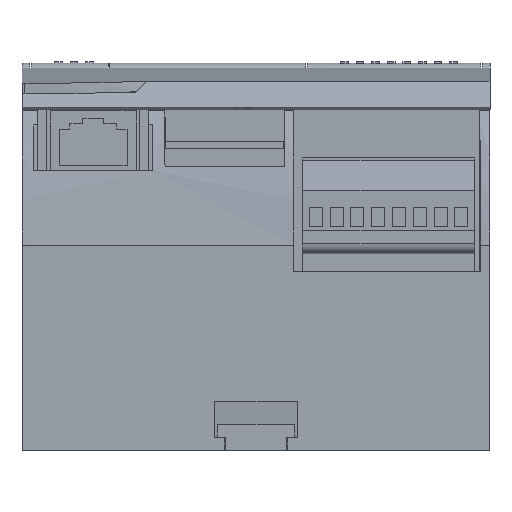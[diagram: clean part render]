
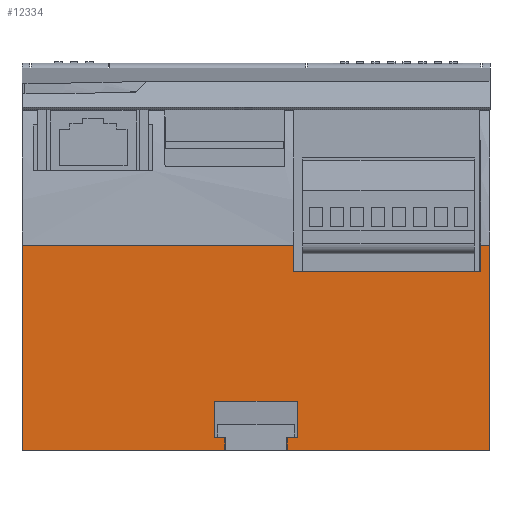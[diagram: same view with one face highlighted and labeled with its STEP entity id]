
A CAD part, front view. The second image highlights one B-rep face of the part: STEP entity #12334.
In plain terms, the highlighted planar face has unit normal (0, -1, 0).
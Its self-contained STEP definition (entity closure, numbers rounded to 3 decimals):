
#12334=ADVANCED_FACE('',(#18517),#15633,.F.);
#15633=PLANE('',#68167);
#18517=FACE_OUTER_BOUND('',#21544,.T.);
#21544=EDGE_LOOP('',(#39296,#39297,#39298,#39299,#39300,#39301,#39302,#39303,
#39304,#39305,#39306,#39307,#39308,#39309,#39310,#39311));
#25264=LINE('',#85427,#32096);
#25268=LINE('',#85434,#32100);
#25297=LINE('',#85501,#32129);
#25298=LINE('',#85504,#32130);
#25299=LINE('',#85506,#32131);
#25300=LINE('',#85508,#32132);
#25301=LINE('',#85510,#32133);
#25302=LINE('',#85512,#32134);
#25303=LINE('',#85514,#32135);
#25304=LINE('',#85515,#32136);
#25305=LINE('',#85517,#32137);
#25306=LINE('',#85519,#32138);
#25307=LINE('',#85520,#32139);
#25308=LINE('',#85522,#32140);
#25309=LINE('',#85524,#32141);
#25310=LINE('',#85526,#32142);
#32096=VECTOR('',#71576,1.);
#32100=VECTOR('',#71584,1.);
#32129=VECTOR('',#71621,1.);
#32130=VECTOR('',#71622,1.);
#32131=VECTOR('',#71623,1.);
#32132=VECTOR('',#71624,1.);
#32133=VECTOR('',#71625,1.);
#32134=VECTOR('',#71626,1.);
#32135=VECTOR('',#71627,1.);
#32136=VECTOR('',#71628,1.);
#32137=VECTOR('',#71629,1.);
#32138=VECTOR('',#71630,1.);
#32139=VECTOR('',#71631,1.);
#32140=VECTOR('',#71632,1.);
#32141=VECTOR('',#71633,1.);
#32142=VECTOR('',#71634,1.);
#39296=ORIENTED_EDGE('',*,*,#60115,.F.);
#39297=ORIENTED_EDGE('',*,*,#60116,.T.);
#39298=ORIENTED_EDGE('',*,*,#60117,.T.);
#39299=ORIENTED_EDGE('',*,*,#60118,.F.);
#39300=ORIENTED_EDGE('',*,*,#60119,.F.);
#39301=ORIENTED_EDGE('',*,*,#60120,.F.);
#39302=ORIENTED_EDGE('',*,*,#60121,.T.);
#39303=ORIENTED_EDGE('',*,*,#60084,.T.);
#39304=ORIENTED_EDGE('',*,*,#60122,.T.);
#39305=ORIENTED_EDGE('',*,*,#60123,.F.);
#39306=ORIENTED_EDGE('',*,*,#60124,.T.);
#39307=ORIENTED_EDGE('',*,*,#60080,.F.);
#39308=ORIENTED_EDGE('',*,*,#60125,.T.);
#39309=ORIENTED_EDGE('',*,*,#60126,.T.);
#39310=ORIENTED_EDGE('',*,*,#60127,.T.);
#39311=ORIENTED_EDGE('',*,*,#60128,.F.);
#54824=VERTEX_POINT('',#85426);
#54825=VERTEX_POINT('',#85428);
#54826=VERTEX_POINT('',#85435);
#54827=VERTEX_POINT('',#85436);
#54852=VERTEX_POINT('',#85502);
#54853=VERTEX_POINT('',#85503);
#54854=VERTEX_POINT('',#85505);
#54855=VERTEX_POINT('',#85507);
#54856=VERTEX_POINT('',#85509);
#54857=VERTEX_POINT('',#85511);
#54858=VERTEX_POINT('',#85513);
#54859=VERTEX_POINT('',#85516);
#54860=VERTEX_POINT('',#85518);
#54861=VERTEX_POINT('',#85521);
#54862=VERTEX_POINT('',#85523);
#54863=VERTEX_POINT('',#85525);
#60080=EDGE_CURVE('',#54824,#54825,#25264,.T.);
#60084=EDGE_CURVE('',#54826,#54827,#25268,.T.);
#60115=EDGE_CURVE('',#54852,#54853,#25297,.T.);
#60116=EDGE_CURVE('',#54852,#54854,#25298,.T.);
#60117=EDGE_CURVE('',#54854,#54855,#25299,.T.);
#60118=EDGE_CURVE('',#54856,#54855,#25300,.T.);
#60119=EDGE_CURVE('',#54857,#54856,#25301,.T.);
#60120=EDGE_CURVE('',#54858,#54857,#25302,.T.);
#60121=EDGE_CURVE('',#54858,#54826,#25303,.T.);
#60122=EDGE_CURVE('',#54827,#54859,#25304,.T.);
#60123=EDGE_CURVE('',#54860,#54859,#25305,.T.);
#60124=EDGE_CURVE('',#54860,#54825,#25306,.T.);
#60125=EDGE_CURVE('',#54824,#54861,#25307,.T.);
#60126=EDGE_CURVE('',#54861,#54862,#25308,.T.);
#60127=EDGE_CURVE('',#54862,#54863,#25309,.T.);
#60128=EDGE_CURVE('',#54853,#54863,#25310,.T.);
#68167=AXIS2_PLACEMENT_3D('',#85527,#71635,#71636);
#71576=DIRECTION('',(-1.,0.,0.));
#71584=DIRECTION('',(-1.,0.,0.));
#71621=DIRECTION('',(0.,0.,1.));
#71622=DIRECTION('',(-1.,0.,0.));
#71623=DIRECTION('',(0.,0.,-1.));
#71624=DIRECTION('',(-1.,0.,0.));
#71625=DIRECTION('',(0.,0.,-1.));
#71626=DIRECTION('',(1.,0.,0.));
#71627=DIRECTION('',(0.,0.,-1.));
#71628=DIRECTION('',(0.,0.,1.));
#71629=DIRECTION('',(1.,0.,0.));
#71630=DIRECTION('',(0.,0.,-1.));
#71631=DIRECTION('',(0.,0.,1.));
#71632=DIRECTION('',(-1.,0.,0.));
#71633=DIRECTION('',(0.,0.,1.));
#71634=DIRECTION('',(-1.,0.,0.));
#71635=DIRECTION('',(0.,1.,0.));
#71636=DIRECTION('',(0.,0.,1.));
#85426=CARTESIAN_POINT('',(39.,0.,-30.98));
#85427=CARTESIAN_POINT('',(90.,0.,-30.98));
#85428=CARTESIAN_POINT('',(0.,0.,-30.98));
#85434=CARTESIAN_POINT('',(90.,0.,3.52));
#85435=CARTESIAN_POINT('',(88.268,0.,3.52));
#85436=CARTESIAN_POINT('',(52.248,0.,3.52));
#85501=CARTESIAN_POINT('',(52.95,0.,-28.502));
#85502=CARTESIAN_POINT('',(52.95,0.,-28.502));
#85503=CARTESIAN_POINT('',(52.95,0.,-21.502));
#85504=CARTESIAN_POINT('',(52.95,0.,-28.502));
#85505=CARTESIAN_POINT('',(51.,0.,-28.502));
#85506=CARTESIAN_POINT('',(51.,0.,3.52));
#85507=CARTESIAN_POINT('',(51.,0.,-30.98));
#85508=CARTESIAN_POINT('',(90.,0.,-30.98));
#85509=CARTESIAN_POINT('',(90.,0.,-30.98));
#85510=CARTESIAN_POINT('',(90.,0.,3.52));
#85511=CARTESIAN_POINT('',(90.,0.,8.521));
#85512=CARTESIAN_POINT('',(-10.,0.,8.521));
#85513=CARTESIAN_POINT('',(88.268,0.,8.521));
#85514=CARTESIAN_POINT('',(88.268,0.,103.52));
#85515=CARTESIAN_POINT('',(52.248,0.,42.52));
#85516=CARTESIAN_POINT('',(52.248,0.,8.521));
#85517=CARTESIAN_POINT('',(-10.,0.,8.521));
#85518=CARTESIAN_POINT('',(0.,0.,8.521));
#85519=CARTESIAN_POINT('',(0.,0.,3.52));
#85520=CARTESIAN_POINT('',(39.,0.,3.52));
#85521=CARTESIAN_POINT('',(39.,0.,-28.502));
#85522=CARTESIAN_POINT('',(52.95,0.,-28.502));
#85523=CARTESIAN_POINT('',(37.05,0.,-28.502));
#85524=CARTESIAN_POINT('',(37.05,0.,-28.502));
#85525=CARTESIAN_POINT('',(37.05,0.,-21.502));
#85526=CARTESIAN_POINT('',(52.95,0.,-21.502));
#85527=CARTESIAN_POINT('',(90.,0.,3.52));
